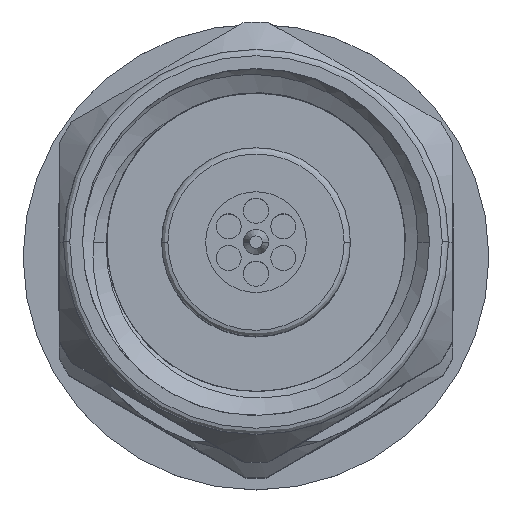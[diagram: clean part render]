
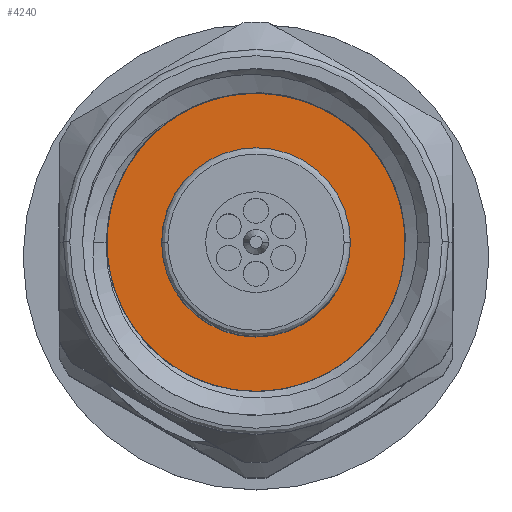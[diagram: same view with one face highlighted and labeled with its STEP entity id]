
A CAD part, top view. The second image highlights one B-rep face of the part: STEP entity #4240.
In plain terms, the highlighted face is planar.
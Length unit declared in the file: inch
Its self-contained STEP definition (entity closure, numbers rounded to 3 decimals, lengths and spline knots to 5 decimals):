
#1619 = DIRECTION ( 'NONE',  ( 0., 0., 1. ) ) ;
#3577 = DIRECTION ( 'NONE',  ( 0., 0., 1. ) ) ;
#4240 = ADVANCED_FACE ( 'NONE', ( #13787 ), #21011, .T. ) ;
#8454 = AXIS2_PLACEMENT_3D ( 'NONE', #30627, #12885, #1619 ) ;
#9064 = CARTESIAN_POINT ( 'NONE',  ( 0.3, 0., 0. ) ) ;
#10465 = CARTESIAN_POINT ( 'NONE',  ( 0.3, 0., -0.1378 ) ) ;
#11755 = DIRECTION ( 'NONE',  ( -1., 0., 0. ) ) ;
#12279 = EDGE_LOOP ( 'NONE', ( #24734, #31389 ) ) ;
#12847 = EDGE_CURVE ( 'NONE', #23753, #19904, #13269, .T. ) ;
#12885 = DIRECTION ( 'NONE',  ( -1., 0., 0. ) ) ;
#13269 = CIRCLE ( 'NONE', #13793, 0.1378 ) ;
#13462 = DIRECTION ( 'NONE',  ( -1., 0., 0. ) ) ;
#13787 = FACE_OUTER_BOUND ( 'NONE', #12279, .T. ) ;
#13793 = AXIS2_PLACEMENT_3D ( 'NONE', #9064, #11755, #29177 ) ;
#14538 = AXIS2_PLACEMENT_3D ( 'NONE', #26527, #13462, #3577 ) ;
#19700 = CIRCLE ( 'NONE', #8454, 0.1378 ) ;
#19904 = VERTEX_POINT ( 'NONE', #10465 ) ;
#21011 = PLANE ( 'NONE',  #14538 ) ;
#23753 = VERTEX_POINT ( 'NONE', #32677 ) ;
#24734 = ORIENTED_EDGE ( 'NONE', *, *, #12847, .T. ) ;
#26527 = CARTESIAN_POINT ( 'NONE',  ( 0.3, 0., 0. ) ) ;
#29177 = DIRECTION ( 'NONE',  ( 0., 0., 1. ) ) ;
#29188 = EDGE_CURVE ( 'NONE', #19904, #23753, #19700, .T. ) ;
#30627 = CARTESIAN_POINT ( 'NONE',  ( 0.3, 0., 0. ) ) ;
#31389 = ORIENTED_EDGE ( 'NONE', *, *, #29188, .T. ) ;
#32677 = CARTESIAN_POINT ( 'NONE',  ( 0.3, 0., 0.1378 ) ) ;
